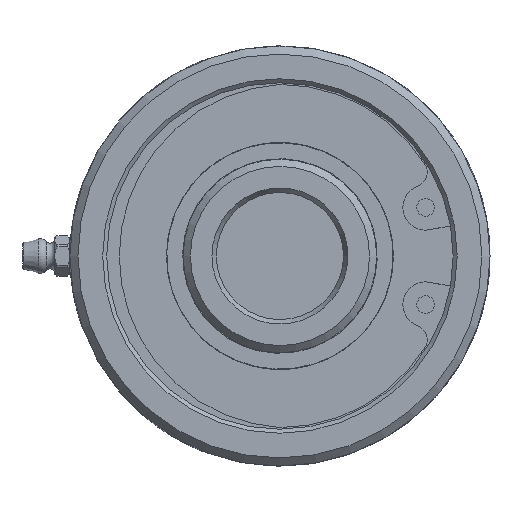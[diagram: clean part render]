
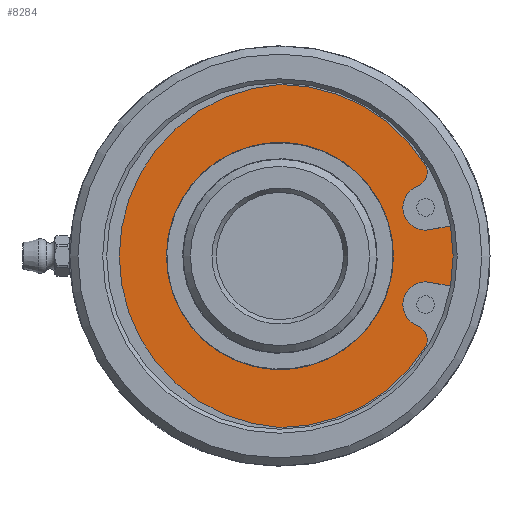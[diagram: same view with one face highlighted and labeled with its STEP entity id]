
A CAD part, left-side view. The second image highlights one B-rep face of the part: STEP entity #8284.
In plain terms, the highlighted planar face has unit normal (-1, 0, 0).
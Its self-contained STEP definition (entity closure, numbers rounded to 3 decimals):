
#972=FACE_BOUND('',#2686,.T.);
#1283=LINE('',#59375,#1685);
#1287=LINE('',#59385,#1689);
#1685=VECTOR('',#10072,7.612);
#1689=VECTOR('',#10078,7.612);
#2171=FACE_OUTER_BOUND('',#2685,.T.);
#2685=EDGE_LOOP('',(#6995,#6996,#6997,#6998,#6999,#7000,#7001,#7002,#7003,
#7004));
#2686=EDGE_LOOP('',(#7005,#7006));
#3037=CIRCLE('',#8786,4.474);
#3043=CIRCLE('',#8797,33.733);
#3045=CIRCLE('',#8800,2.949);
#3047=CIRCLE('',#8803,4.474);
#3049=CIRCLE('',#8806,2.949);
#3051=CIRCLE('',#8809,33.733);
#3053=CIRCLE('',#8812,33.806);
#3055=CIRCLE('',#8816,36.9);
#3058=CIRCLE('',#8821,22.325);
#3059=CIRCLE('',#8822,22.325);
#3789=VERTEX_POINT('',#59363);
#3790=VERTEX_POINT('',#59365);
#3793=VERTEX_POINT('',#59373);
#3797=VERTEX_POINT('',#59382);
#3798=VERTEX_POINT('',#59384);
#3805=VERTEX_POINT('',#59403);
#3806=VERTEX_POINT('',#59405);
#3808=VERTEX_POINT('',#59414);
#3810=VERTEX_POINT('',#59420);
#3812=VERTEX_POINT('',#59426);
#3814=VERTEX_POINT('',#59441);
#3815=VERTEX_POINT('',#59442);
#4889=EDGE_CURVE('',#3790,#3789,#3037,.T.);
#4894=EDGE_CURVE('',#3789,#3793,#1283,.T.);
#4898=EDGE_CURVE('',#3798,#3797,#1287,.T.);
#4908=EDGE_CURVE('',#3806,#3805,#3043,.T.);
#4911=EDGE_CURVE('',#3805,#3790,#3045,.T.);
#4914=EDGE_CURVE('',#3797,#3808,#3047,.T.);
#4917=EDGE_CURVE('',#3808,#3810,#3049,.T.);
#4920=EDGE_CURVE('',#3810,#3812,#3051,.T.);
#4922=EDGE_CURVE('',#3812,#3806,#3053,.T.);
#4924=EDGE_CURVE('',#3793,#3798,#3055,.T.);
#4927=EDGE_CURVE('',#3814,#3815,#3058,.T.);
#4928=EDGE_CURVE('',#3815,#3814,#3059,.T.);
#6995=ORIENTED_EDGE('',*,*,#4898,.T.);
#6996=ORIENTED_EDGE('',*,*,#4914,.T.);
#6997=ORIENTED_EDGE('',*,*,#4917,.T.);
#6998=ORIENTED_EDGE('',*,*,#4920,.T.);
#6999=ORIENTED_EDGE('',*,*,#4922,.T.);
#7000=ORIENTED_EDGE('',*,*,#4908,.T.);
#7001=ORIENTED_EDGE('',*,*,#4911,.T.);
#7002=ORIENTED_EDGE('',*,*,#4889,.T.);
#7003=ORIENTED_EDGE('',*,*,#4894,.T.);
#7004=ORIENTED_EDGE('',*,*,#4924,.T.);
#7005=ORIENTED_EDGE('',*,*,#4927,.T.);
#7006=ORIENTED_EDGE('',*,*,#4928,.T.);
#7924=PLANE('',#8820);
#8284=ADVANCED_FACE('',(#2171,#972),#7924,.F.);
#8786=AXIS2_PLACEMENT_3D('',#59366,#10064,#10065);
#8797=AXIS2_PLACEMENT_3D('',#59406,#10099,#10100);
#8800=AXIS2_PLACEMENT_3D('',#59410,#10106,#10107);
#8803=AXIS2_PLACEMENT_3D('',#59416,#10113,#10114);
#8806=AXIS2_PLACEMENT_3D('',#59422,#10120,#10121);
#8809=AXIS2_PLACEMENT_3D('',#59428,#10127,#10128);
#8812=AXIS2_PLACEMENT_3D('',#59431,#10133,#10134);
#8816=AXIS2_PLACEMENT_3D('',#59435,#10141,#10142);
#8820=AXIS2_PLACEMENT_3D('',#59440,#10149,#10150);
#8821=AXIS2_PLACEMENT_3D('',#59443,#10151,#10152);
#8822=AXIS2_PLACEMENT_3D('',#59444,#10153,#10154);
#10064=DIRECTION('center_axis',(1.,0.,0.));
#10065=DIRECTION('ref_axis',(0.,0.355,-0.935));
#10072=DIRECTION('',(0.,-0.985,-0.174));
#10078=DIRECTION('',(0.,0.985,-0.174));
#10099=DIRECTION('center_axis',(-1.,0.,0.));
#10100=DIRECTION('ref_axis',(0.,0.849,0.528));
#10106=DIRECTION('center_axis',(-1.,0.,0.));
#10107=DIRECTION('ref_axis',(0.,0.355,-0.935));
#10113=DIRECTION('center_axis',(1.,0.,0.));
#10114=DIRECTION('ref_axis',(0.,-0.046,-0.999));
#10120=DIRECTION('center_axis',(-1.,0.,0.));
#10121=DIRECTION('ref_axis',(0.,0.893,-0.451));
#10127=DIRECTION('center_axis',(-1.,0.,0.));
#10128=DIRECTION('ref_axis',(0.,0.,-1.));
#10133=DIRECTION('center_axis',(-1.,0.,0.));
#10134=DIRECTION('ref_axis',(0.,-0.066,0.998));
#10141=DIRECTION('center_axis',(-1.,0.,0.));
#10142=DIRECTION('ref_axis',(0.,1.,0.));
#10149=DIRECTION('center_axis',(1.,0.,0.));
#10150=DIRECTION('ref_axis',(0.,0.,-1.));
#10151=DIRECTION('center_axis',(1.,0.,0.));
#10152=DIRECTION('ref_axis',(0.,-1.,0.));
#10153=DIRECTION('center_axis',(1.,0.,0.));
#10154=DIRECTION('ref_axis',(0.,-1.,0.));
#59363=CARTESIAN_POINT('',(7.26,-28.843,-5.086));
#59365=CARTESIAN_POINT('',(7.26,-27.053,-13.738));
#59366=CARTESIAN_POINT('Origin',(7.26,-28.639,-9.555));
#59373=CARTESIAN_POINT('',(7.26,-36.339,-6.408));
#59375=CARTESIAN_POINT('',(7.26,-28.843,-5.086));
#59382=CARTESIAN_POINT('',(7.26,-28.843,5.086));
#59384=CARTESIAN_POINT('',(7.26,-36.339,6.408));
#59385=CARTESIAN_POINT('',(7.26,-36.339,6.408));
#59403=CARTESIAN_POINT('',(7.26,-28.639,-17.825));
#59405=CARTESIAN_POINT('',(7.26,0.,-33.733));
#59406=CARTESIAN_POINT('Origin',(7.26,0.,0.));
#59410=CARTESIAN_POINT('Origin',(7.26,-26.007,-16.495));
#59414=CARTESIAN_POINT('',(7.26,-27.053,13.738));
#59416=CARTESIAN_POINT('Origin',(7.26,-28.639,9.555));
#59420=CARTESIAN_POINT('',(7.26,-28.639,17.825));
#59422=CARTESIAN_POINT('Origin',(7.26,-26.007,16.495));
#59426=CARTESIAN_POINT('',(7.26,0.,33.733));
#59428=CARTESIAN_POINT('Origin',(7.26,0.,0.));
#59431=CARTESIAN_POINT('Origin',(7.26,-2.225,0.));
#59435=CARTESIAN_POINT('Origin',(7.26,0.,0.));
#59440=CARTESIAN_POINT('Origin',(7.26,28.45,0.));
#59441=CARTESIAN_POINT('',(7.26,-22.325,0.));
#59442=CARTESIAN_POINT('',(7.26,22.325,0.));
#59443=CARTESIAN_POINT('Origin',(7.26,0.,0.));
#59444=CARTESIAN_POINT('Origin',(7.26,0.,0.));
